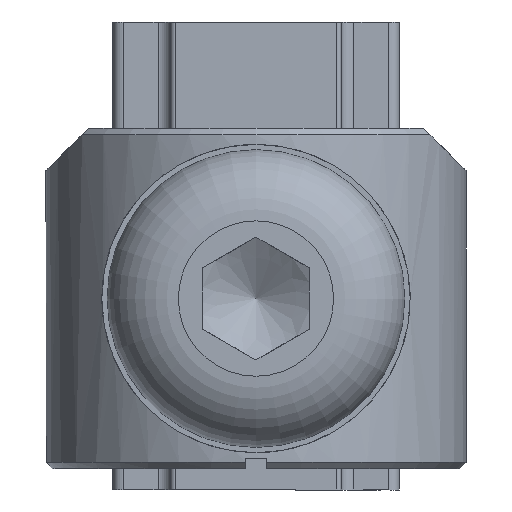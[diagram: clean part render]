
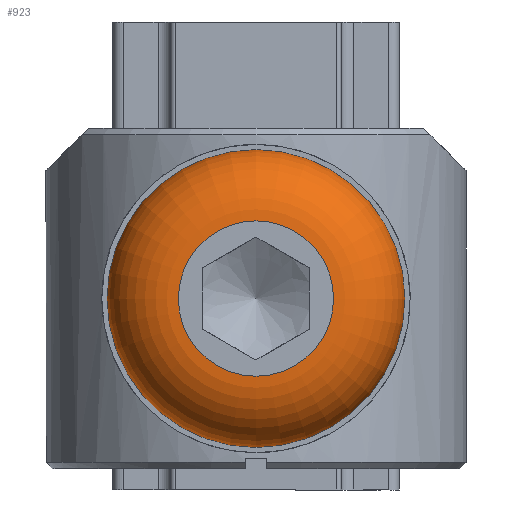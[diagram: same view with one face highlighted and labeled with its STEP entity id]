
A CAD part, front view. The second image highlights one B-rep face of the part: STEP entity #923.
In plain terms, the highlighted toroidal (fillet/blend) face has major radius 3.65 mm and minor radius 3.35 mm.
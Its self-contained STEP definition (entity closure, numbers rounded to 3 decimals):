
#37=TOROIDAL_SURFACE('',#1005,3.65,3.35);
#66=FACE_BOUND('',#238,.T.);
#123=CIRCLE('',#1006,3.65);
#124=CIRCLE('',#1007,7.);
#171=FACE_OUTER_BOUND('',#237,.T.);
#237=EDGE_LOOP('',(#703));
#238=EDGE_LOOP('',(#704));
#444=VERTEX_POINT('',#1543);
#445=VERTEX_POINT('',#1545);
#543=EDGE_CURVE('',#444,#444,#123,.T.);
#544=EDGE_CURVE('',#445,#445,#124,.T.);
#703=ORIENTED_EDGE('',*,*,#543,.T.);
#704=ORIENTED_EDGE('',*,*,#544,.T.);
#923=ADVANCED_FACE('',(#171,#66),#37,.T.);
#1005=AXIS2_PLACEMENT_3D('',#1542,#1175,#1176);
#1006=AXIS2_PLACEMENT_3D('',#1544,#1177,#1178);
#1007=AXIS2_PLACEMENT_3D('',#1546,#1179,#1180);
#1175=DIRECTION('center_axis',(1.,0.,0.));
#1176=DIRECTION('ref_axis',(0.,0.,-1.));
#1177=DIRECTION('center_axis',(1.,0.,0.));
#1178=DIRECTION('ref_axis',(0.,-1.,0.));
#1179=DIRECTION('center_axis',(-1.,0.,0.));
#1180=DIRECTION('ref_axis',(0.,-1.,0.));
#1542=CARTESIAN_POINT('Origin',(-1.05,0.,0.));
#1543=CARTESIAN_POINT('',(-4.4,3.65,0.));
#1544=CARTESIAN_POINT('Origin',(-4.4,0.,0.));
#1545=CARTESIAN_POINT('',(-1.05,7.,0.));
#1546=CARTESIAN_POINT('Origin',(-1.05,0.,0.));
